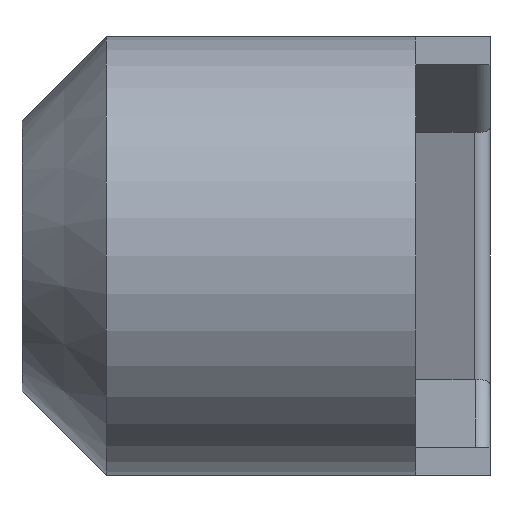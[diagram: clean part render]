
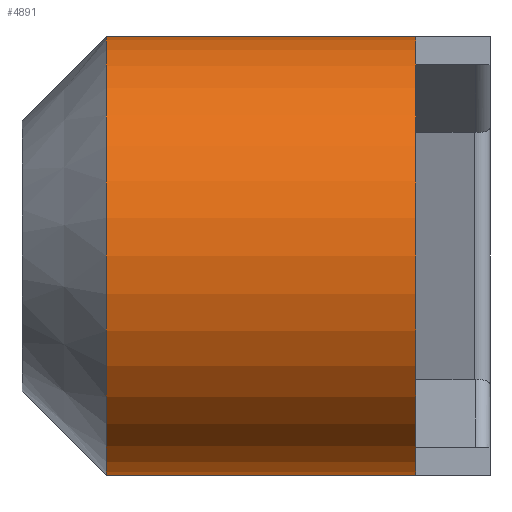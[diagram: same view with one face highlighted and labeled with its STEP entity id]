
A CAD part, left-side view. The second image highlights one B-rep face of the part: STEP entity #4891.
In plain terms, the highlighted cylindrical face has radius 39 mm (diameter 78 mm), a partial arc.
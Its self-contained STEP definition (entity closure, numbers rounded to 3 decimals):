
#220=LINE('',#6213,#769);
#703=LINE('',#8396,#1252);
#769=VECTOR('',#5199,10.);
#1252=VECTOR('',#6022,10.);
#1315=CYLINDRICAL_SURFACE('',#5143,39.);
#1602=FACE_OUTER_BOUND('',#1891,.T.);
#1891=EDGE_LOOP('',(#4426,#4427,#4428,#4429));
#1903=CIRCLE('',#5113,39.);
#1907=CIRCLE('',#5144,39.);
#1928=VERTEX_POINT('',#6210);
#1929=VERTEX_POINT('',#6212);
#2337=VERTEX_POINT('',#8393);
#2338=VERTEX_POINT('',#8395);
#2386=EDGE_CURVE('',#1928,#1929,#220,.T.);
#2997=EDGE_CURVE('',#2338,#2337,#703,.T.);
#3011=EDGE_CURVE('',#1929,#2337,#1903,.T.);
#3054=EDGE_CURVE('',#2338,#1928,#1907,.T.);
#4426=ORIENTED_EDGE('',*,*,#3011,.F.);
#4427=ORIENTED_EDGE('',*,*,#2386,.F.);
#4428=ORIENTED_EDGE('',*,*,#3054,.F.);
#4429=ORIENTED_EDGE('',*,*,#2997,.T.);
#4891=ADVANCED_FACE('',(#1602),#1315,.T.);
#5113=AXIS2_PLACEMENT_3D('',#8424,#6051,#6052);
#5143=AXIS2_PLACEMENT_3D('',#8509,#6150,#6151);
#5144=AXIS2_PLACEMENT_3D('',#8510,#6152,#6153);
#5199=DIRECTION('',(0.,1.,0.));
#6022=DIRECTION('',(0.,1.,0.));
#6051=DIRECTION('center_axis',(0.,1.,0.));
#6052=DIRECTION('ref_axis',(0.,0.,1.));
#6150=DIRECTION('center_axis',(0.,-1.,0.));
#6151=DIRECTION('ref_axis',(0.,0.,1.));
#6152=DIRECTION('center_axis',(0.,-1.,0.));
#6153=DIRECTION('ref_axis',(0.,0.,1.));
#6210=CARTESIAN_POINT('',(39.,0.,-39.));
#6212=CARTESIAN_POINT('',(39.,55.,-39.));
#6213=CARTESIAN_POINT('',(39.,70.,-39.));
#8393=CARTESIAN_POINT('',(39.,55.,39.));
#8395=CARTESIAN_POINT('',(39.,0.,39.));
#8396=CARTESIAN_POINT('',(39.,70.,39.));
#8424=CARTESIAN_POINT('Origin',(39.,55.,0.));
#8509=CARTESIAN_POINT('Origin',(39.,70.,0.));
#8510=CARTESIAN_POINT('Origin',(39.,0.,0.));
